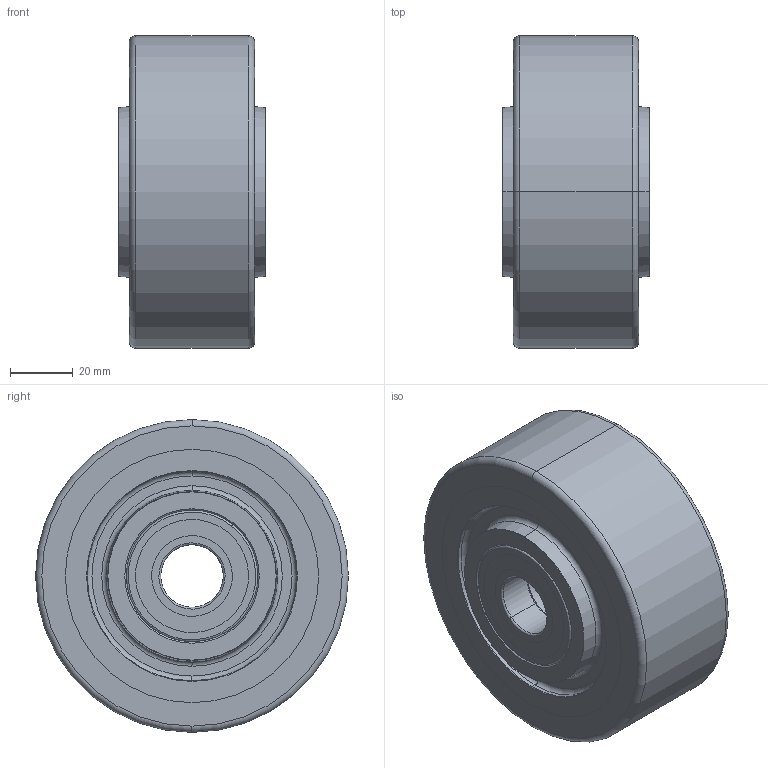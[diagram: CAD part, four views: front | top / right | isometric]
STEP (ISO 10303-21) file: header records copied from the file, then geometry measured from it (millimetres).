
FILE_DESCRIPTION (( 'STEP AP214' ), '1' );
FILE_NAME ('0011977.step', '2022-04-05T09:44:26', ( '' ), ( '' ), 'SwSTEP 2.0', 'SolidWorks 2020', '' );
FILE_SCHEMA (( 'AUTOMOTIVE_DESIGN' ));
Length unit declared in the file: millimetre
Products named in the file (1): 0011977
Bounding box: 47.1 x 100 x 100 mm (x, y, z)
Volume: 298326.7 mm3; surface area: 79044.9 mm2
Topology: 13 solids, 13 shells, 176 faces, 352 edges, 212 vertices
Faces by surface type: cylinder 76, torus 52, plane 36, cone 12
Entity records: 6766 total; most frequent: DIRECTION 970, CARTESIAN_POINT 741, ORIENTED_EDGE 704, AXIS2_PLACEMENT_3D 441, EDGE_CURVE 352, CIRCLE 264, VERTEX_POINT 212, EDGE_LOOP 212
